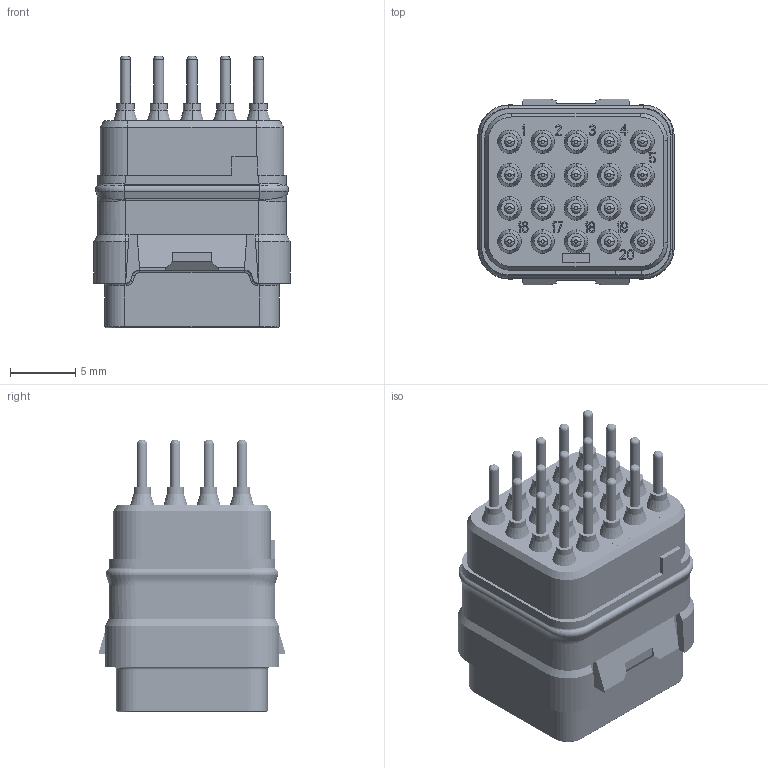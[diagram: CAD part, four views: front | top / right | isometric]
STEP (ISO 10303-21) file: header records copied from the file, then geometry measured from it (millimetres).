
FILE_DESCRIPTION((''),'2;1');
FILE_NAME('SIME2022PNC','2019-12-19T',('presta_be4'),(''),'CREO PARAMETRIC BY PTC INC, 2018360','CREO PARAMETRIC BY PTC INC, 2018360','');
FILE_SCHEMA(('CONFIG_CONTROL_DESIGN'));
Products named in the file (1): SIME2022PNC
Bounding box: 15 x 14.2 x 20.74 mm (x, y, z)
Volume: 2118.7 mm3; surface area: 4453.8 mm2
Topology: 1 solids, 1 shells, 3401 faces, 7958 edges, 4778 vertices
Faces by surface type: plane 1329, cylinder 880, cone 496, torus 460, bspline 236
Entity records: 107547 total; most frequent: CARTESIAN_POINT 28817, DIRECTION 17243, ORIENTED_EDGE 15836, EDGE_CURVE 7918, AXIS2_PLACEMENT_3D 6362, VERTEX_POINT 4778, VECTOR 4519, LINE 4519
